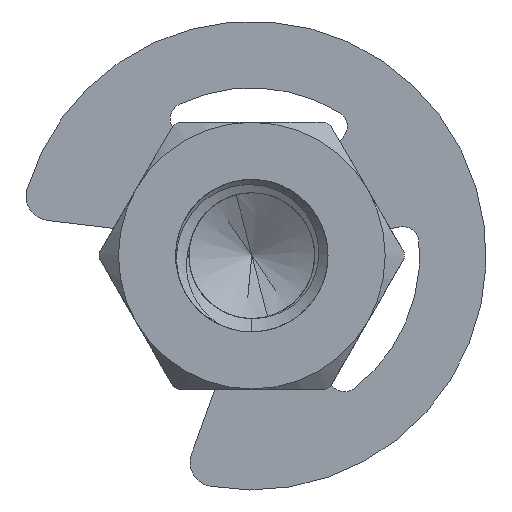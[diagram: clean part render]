
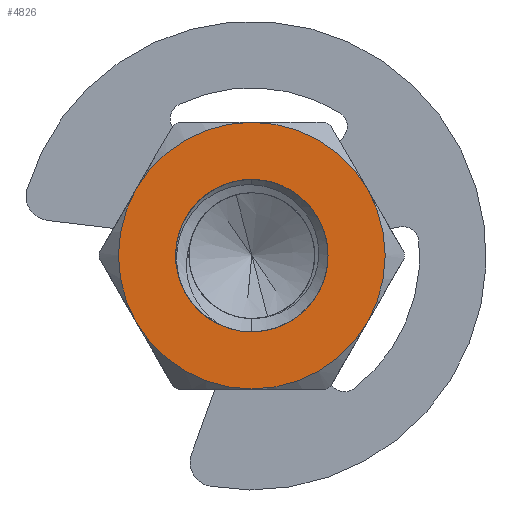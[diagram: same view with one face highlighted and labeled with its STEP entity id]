
A CAD part, front view. The second image highlights one B-rep face of the part: STEP entity #4826.
In plain terms, the highlighted planar face has unit normal (0, -1, 0).
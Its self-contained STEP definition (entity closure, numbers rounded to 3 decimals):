
#146 = ORIENTED_EDGE ( 'NONE', *, *, #12493, .F. ) ;
#164 = DIRECTION ( 'NONE',  ( 0., 0., 1. ) ) ;
#212 = CARTESIAN_POINT ( 'NONE',  ( 0., 0., 3.5 ) ) ;
#224 = CARTESIAN_POINT ( 'NONE',  ( 3.031, 0., 1.75 ) ) ;
#300 = DIRECTION ( 'NONE',  ( 0., 0., 1. ) ) ;
#308 = DIRECTION ( 'NONE',  ( 0., 0., 1. ) ) ;
#360 = DIRECTION ( 'NONE',  ( 0., 0., 1. ) ) ;
#374 = CARTESIAN_POINT ( 'NONE',  ( 0., 0., 0. ) ) ;
#566 = AXIS2_PLACEMENT_3D ( 'NONE', #6384, #5256, #2071 ) ;
#595 = DIRECTION ( 'NONE',  ( 0., 1., 0. ) ) ;
#733 = DIRECTION ( 'NONE',  ( 0., 0., 1. ) ) ;
#1436 = DIRECTION ( 'NONE',  ( 0., 1., 0. ) ) ;
#1585 = VERTEX_POINT ( 'NONE', #4676 ) ;
#1637 = AXIS2_PLACEMENT_3D ( 'NONE', #9237, #13461, #3187 ) ;
#1673 = EDGE_CURVE ( 'NONE', #11367, #9497, #3127, .T. ) ;
#1856 = CIRCLE ( 'NONE', #566, 3.5 ) ;
#1916 = VERTEX_POINT ( 'NONE', #7017 ) ;
#1969 = AXIS2_PLACEMENT_3D ( 'NONE', #9051, #595, #733 ) ;
#2007 = DIRECTION ( 'NONE',  ( 0., 1., 0. ) ) ;
#2071 = DIRECTION ( 'NONE',  ( 0., 0., 1. ) ) ;
#2119 = CARTESIAN_POINT ( 'NONE',  ( -3.031, 0., -1.75 ) ) ;
#2133 = DIRECTION ( 'NONE',  ( 0., 0., 1. ) ) ;
#2189 = CARTESIAN_POINT ( 'NONE',  ( 0., 0., 0. ) ) ;
#2314 = CARTESIAN_POINT ( 'NONE',  ( 0., 0., 0. ) ) ;
#2382 = CIRCLE ( 'NONE', #3046, 2. ) ;
#2527 = EDGE_CURVE ( 'NONE', #3058, #1585, #12069, .T. ) ;
#2945 = ORIENTED_EDGE ( 'NONE', *, *, #1673, .F. ) ;
#3046 = AXIS2_PLACEMENT_3D ( 'NONE', #374, #1436, #9738 ) ;
#3058 = VERTEX_POINT ( 'NONE', #3824 ) ;
#3127 = CIRCLE ( 'NONE', #1969, 3.5 ) ;
#3187 = DIRECTION ( 'NONE',  ( 0., 0., 1. ) ) ;
#3824 = CARTESIAN_POINT ( 'NONE',  ( 0., 0., 2. ) ) ;
#3869 = CIRCLE ( 'NONE', #5212, 2. ) ;
#4337 = EDGE_CURVE ( 'NONE', #1585, #1916, #7462, .T. ) ;
#4361 = FACE_BOUND ( 'NONE', #7340, .T. ) ;
#4491 = CARTESIAN_POINT ( 'NONE',  ( 0., 0., 0. ) ) ;
#4543 = VERTEX_POINT ( 'NONE', #224 ) ;
#4676 = CARTESIAN_POINT ( 'NONE',  ( 0., 0., -2. ) ) ;
#4770 = EDGE_LOOP ( 'NONE', ( #10188, #5572, #6263, #2945, #146, #12623 ) ) ;
#4826 = ADVANCED_FACE ( 'NONE', ( #4361, #8748 ), #11779, .F. ) ;
#4879 = VERTEX_POINT ( 'NONE', #7624 ) ;
#5091 = CARTESIAN_POINT ( 'NONE',  ( 0., 0., 0. ) ) ;
#5212 = AXIS2_PLACEMENT_3D ( 'NONE', #6474, #6606, #360 ) ;
#5256 = DIRECTION ( 'NONE',  ( 0., 1., 0. ) ) ;
#5523 = CIRCLE ( 'NONE', #13375, 3.5 ) ;
#5572 = ORIENTED_EDGE ( 'NONE', *, *, #7512, .F. ) ;
#6115 = AXIS2_PLACEMENT_3D ( 'NONE', #2314, #6410, #164 ) ;
#6263 = ORIENTED_EDGE ( 'NONE', *, *, #13081, .F. ) ;
#6384 = CARTESIAN_POINT ( 'NONE',  ( 0., 0., 0. ) ) ;
#6410 = DIRECTION ( 'NONE',  ( 0., 1., 0. ) ) ;
#6435 = CARTESIAN_POINT ( 'NONE',  ( 0., 0., -3.5 ) ) ;
#6474 = CARTESIAN_POINT ( 'NONE',  ( 0., 0., 0. ) ) ;
#6488 = EDGE_CURVE ( 'NONE', #11852, #3058, #3869, .T. ) ;
#6508 = DIRECTION ( 'NONE',  ( 0., 1., 0. ) ) ;
#6606 = DIRECTION ( 'NONE',  ( 0., 1., 0. ) ) ;
#6678 = CIRCLE ( 'NONE', #6115, 3.5 ) ;
#7004 = AXIS2_PLACEMENT_3D ( 'NONE', #5091, #2007, #13305 ) ;
#7017 = CARTESIAN_POINT ( 'NONE',  ( -0.833, 0., -1.818 ) ) ;
#7127 = CIRCLE ( 'NONE', #1637, 3.5 ) ;
#7340 = EDGE_LOOP ( 'NONE', ( #8284, #8192, #12785, #11544 ) ) ;
#7462 = CIRCLE ( 'NONE', #10947, 2. ) ;
#7502 = DIRECTION ( 'NONE',  ( 0., 1., 0. ) ) ;
#7512 = EDGE_CURVE ( 'NONE', #12760, #10753, #7127, .T. ) ;
#7624 = CARTESIAN_POINT ( 'NONE',  ( 3.031, 0., -1.75 ) ) ;
#8192 = ORIENTED_EDGE ( 'NONE', *, *, #6488, .T. ) ;
#8284 = ORIENTED_EDGE ( 'NONE', *, *, #8970, .T. ) ;
#8748 = FACE_OUTER_BOUND ( 'NONE', #4770, .T. ) ;
#8970 = EDGE_CURVE ( 'NONE', #1916, #11852, #2382, .T. ) ;
#9051 = CARTESIAN_POINT ( 'NONE',  ( 0., 0., 0. ) ) ;
#9237 = CARTESIAN_POINT ( 'NONE',  ( 0., 0., 0. ) ) ;
#9374 = DIRECTION ( 'NONE',  ( 0., 0., 1. ) ) ;
#9497 = VERTEX_POINT ( 'NONE', #2119 ) ;
#9738 = DIRECTION ( 'NONE',  ( 0., 0., 1. ) ) ;
#9780 = CARTESIAN_POINT ( 'NONE',  ( -3.031, 0., 1.75 ) ) ;
#10188 = ORIENTED_EDGE ( 'NONE', *, *, #10619, .F. ) ;
#10435 = DIRECTION ( 'NONE',  ( 0., 1., 0. ) ) ;
#10452 = CARTESIAN_POINT ( 'NONE',  ( -1.863, 0., -0.728 ) ) ;
#10545 = CARTESIAN_POINT ( 'NONE',  ( 0., 0., 0. ) ) ;
#10619 = EDGE_CURVE ( 'NONE', #10753, #4543, #6678, .T. ) ;
#10753 = VERTEX_POINT ( 'NONE', #212 ) ;
#10863 = AXIS2_PLACEMENT_3D ( 'NONE', #10545, #6508, #300 ) ;
#10947 = AXIS2_PLACEMENT_3D ( 'NONE', #2189, #11572, #9374 ) ;
#11367 = VERTEX_POINT ( 'NONE', #6435 ) ;
#11430 = CIRCLE ( 'NONE', #13282, 3.5 ) ;
#11438 = CARTESIAN_POINT ( 'NONE',  ( 0., 0., 0. ) ) ;
#11544 = ORIENTED_EDGE ( 'NONE', *, *, #4337, .T. ) ;
#11572 = DIRECTION ( 'NONE',  ( 0., 1., 0. ) ) ;
#11779 = PLANE ( 'NONE',  #10863 ) ;
#11852 = VERTEX_POINT ( 'NONE', #10452 ) ;
#12069 = CIRCLE ( 'NONE', #7004, 2. ) ;
#12493 = EDGE_CURVE ( 'NONE', #4879, #11367, #5523, .T. ) ;
#12623 = ORIENTED_EDGE ( 'NONE', *, *, #13285, .F. ) ;
#12760 = VERTEX_POINT ( 'NONE', #9780 ) ;
#12785 = ORIENTED_EDGE ( 'NONE', *, *, #2527, .T. ) ;
#13081 = EDGE_CURVE ( 'NONE', #9497, #12760, #1856, .T. ) ;
#13282 = AXIS2_PLACEMENT_3D ( 'NONE', #4491, #7502, #308 ) ;
#13285 = EDGE_CURVE ( 'NONE', #4543, #4879, #11430, .T. ) ;
#13305 = DIRECTION ( 'NONE',  ( 0., 0., 1. ) ) ;
#13375 = AXIS2_PLACEMENT_3D ( 'NONE', #11438, #10435, #2133 ) ;
#13461 = DIRECTION ( 'NONE',  ( 0., 1., 0. ) ) ;
